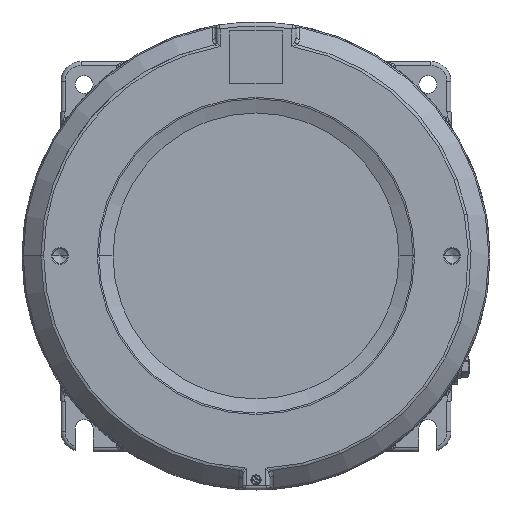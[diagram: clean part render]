
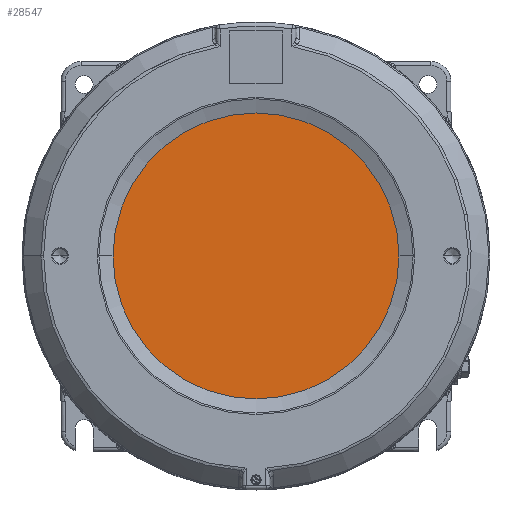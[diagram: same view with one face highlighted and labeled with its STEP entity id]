
A CAD part, top view. The second image highlights one B-rep face of the part: STEP entity #28547.
In plain terms, the highlighted face is planar.
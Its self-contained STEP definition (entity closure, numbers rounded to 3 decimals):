
#801 = CARTESIAN_POINT ( 'NONE',  ( 3., 0., 0. ) ) ;
#802 = PLANE ( 'NONE',  #20317 ) ;
#806 = DIRECTION ( 'NONE',  ( 1., 0., 0. ) ) ;
#807 = DIRECTION ( 'NONE',  ( 0., 0., -1. ) ) ;
#11846 = EDGE_CURVE ( 'NONE', #16627, #16667, #26713, .T. ) ;
#14438 = EDGE_LOOP ( 'NONE', ( #16450, #16451 ) ) ;
#15681 = CARTESIAN_POINT ( 'NONE',  ( 3., 0., 71.5 ) ) ;
#15721 = CARTESIAN_POINT ( 'NONE',  ( 3., 0., -71.5 ) ) ;
#16450 = ORIENTED_EDGE ( 'NONE', *, *, #11846, .T. ) ;
#16451 = ORIENTED_EDGE ( 'NONE', *, *, #27073, .T. ) ;
#16627 = VERTEX_POINT ( 'NONE', #15681 ) ;
#16667 = VERTEX_POINT ( 'NONE', #15721 ) ;
#19605 = AXIS2_PLACEMENT_3D ( 'NONE', #37764, #37766, #37768 ) ;
#20317 = AXIS2_PLACEMENT_3D ( 'NONE', #801, #806, #807 ) ;
#26713 = CIRCLE ( 'NONE', #27554, 71.5 ) ;
#27073 = EDGE_CURVE ( 'NONE', #16667, #16627, #31183, .T. ) ;
#27554 = AXIS2_PLACEMENT_3D ( 'NONE', #34096, #34097, #34098 ) ;
#28547 = ADVANCED_FACE ( 'NONE', ( #41957 ), #802, .F. ) ;
#31183 = CIRCLE ( 'NONE', #19605, 71.5 ) ;
#34096 = CARTESIAN_POINT ( 'NONE',  ( 3., 0., 0. ) ) ;
#34097 = DIRECTION ( 'NONE',  ( -1., 0., 0. ) ) ;
#34098 = DIRECTION ( 'NONE',  ( 0., 0., 1. ) ) ;
#37764 = CARTESIAN_POINT ( 'NONE',  ( 3., 0., 0. ) ) ;
#37766 = DIRECTION ( 'NONE',  ( -1., 0., 0. ) ) ;
#37768 = DIRECTION ( 'NONE',  ( 0., 0., 1. ) ) ;
#41957 = FACE_OUTER_BOUND ( 'NONE', #14438, .T. ) ;
